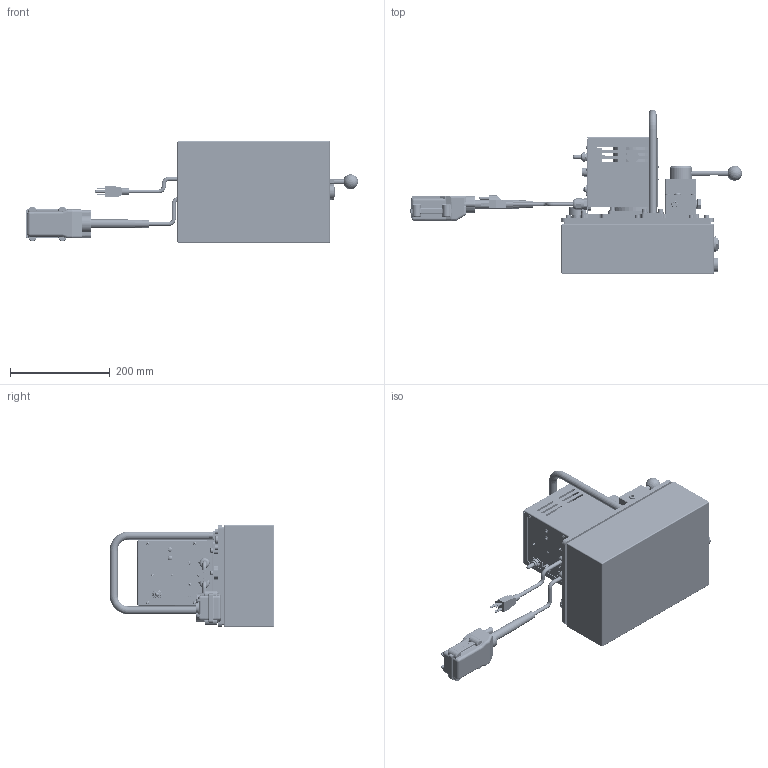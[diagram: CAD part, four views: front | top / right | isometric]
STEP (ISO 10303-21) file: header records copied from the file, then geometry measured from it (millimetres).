
FILE_DESCRIPTION (( 'STEP AP203' ), '1' );
FILE_NAME ('E82A1.STEP', '2017-03-13T03:36:33', ( 'SF' ), ( '' ), 'SwSTEP 2.0', 'SolidWorks 2017', '' );
FILE_SCHEMA (( 'CONFIG_CONTROL_DESIGN' ));
Products named in the file (1): E82A1
Bounding box: 665.64 x 329.93 x 205 mm (x, y, z)
Volume: 3125918.3 mm3; surface area: 1123661.5 mm2
Topology: 109 solids, 110 shells, 6588 faces, 16384 edges, 10462 vertices
Faces by surface type: plane 3208, cylinder 1505, bspline 1222, cone 383, torus 221, sphere 49
Entity records: 249956 total; most frequent: CARTESIAN_POINT 99587, ORIENTED_EDGE 32518, DIRECTION 27889, EDGE_CURVE 16259, VERTEX_POINT 10453, LINE 9585, VECTOR 9585, AXIS2_PLACEMENT_3D 9152
